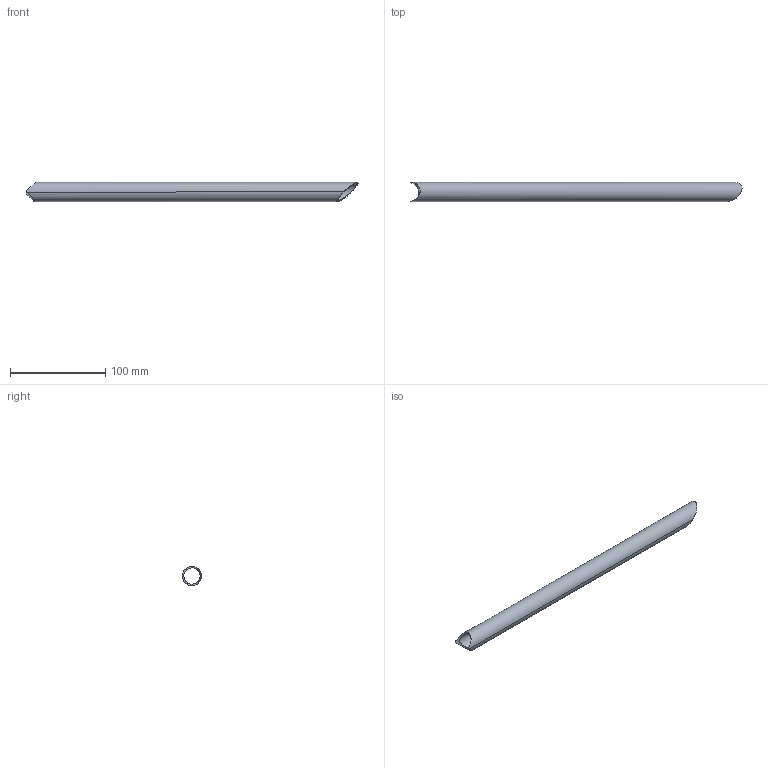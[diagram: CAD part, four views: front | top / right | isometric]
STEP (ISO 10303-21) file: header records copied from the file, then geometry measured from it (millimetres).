
FILE_DESCRIPTION(('STEP AP214'),'1');
FILE_NAME('49.stp','2018-12-20T10:01:46',(' '),(' '),'Spatial InterOp 3D',' ',' ');
FILE_SCHEMA(('AUTOMOTIVE_DESIGN { 1 0 10303 214 1 1 1 1 }'));
Length unit declared in the file: metre
Products named in the file (1): Corps principal
Bounding box: 348.05 x 20 x 20.01 mm (x, y, z)
Volume: 28750.7 mm3; surface area: 38625.5 mm2
Topology: 1 solids, 1 shells, 7 faces, 23 edges, 17 vertices
Faces by surface type: cylinder 6, plane 1
Entity records: 380 total; most frequent: CARTESIAN_POINT 84, DIRECTION 46, ORIENTED_EDGE 46, EDGE_CURVE 23, AXIS2_PLACEMENT_3D 20, VERTEX_POINT 17, ELLIPSE 12, STYLED_ITEM 8
